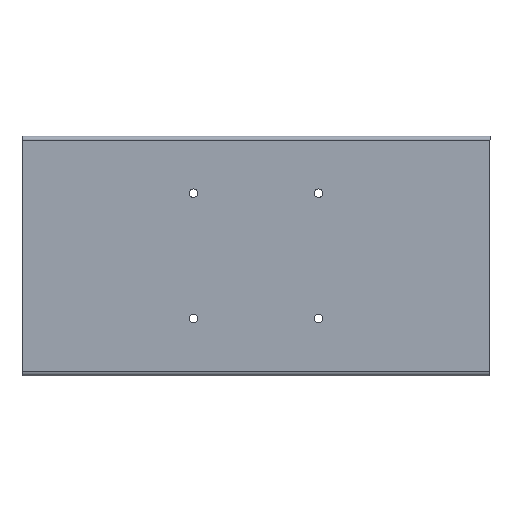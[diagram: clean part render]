
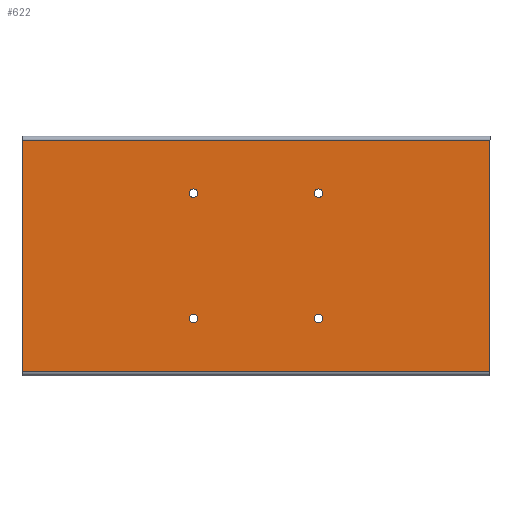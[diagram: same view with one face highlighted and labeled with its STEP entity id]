
A CAD part, top view. The second image highlights one B-rep face of the part: STEP entity #622.
In plain terms, the highlighted planar face has unit normal (0, 0, 1).
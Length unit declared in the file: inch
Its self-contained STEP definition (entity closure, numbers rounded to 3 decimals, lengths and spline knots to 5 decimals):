
#34 = VERTEX_POINT ( 'NONE', #625 ) ;
#46 = CARTESIAN_POINT ( 'NONE',  ( 1.875, -1.875, 0. ) ) ;
#49 = DIRECTION ( 'NONE',  ( 1., 0., 0. ) ) ;
#56 = AXIS2_PLACEMENT_3D ( 'NONE', #46, #184, #1364 ) ;
#79 = CARTESIAN_POINT ( 'NONE',  ( -7., 3.4625, 0. ) ) ;
#125 = DIRECTION ( 'NONE',  ( 0., 0., 1. ) ) ;
#140 = CIRCLE ( 'NONE', #1225, 0.1285 ) ;
#151 = ORIENTED_EDGE ( 'NONE', *, *, #268, .F. ) ;
#184 = DIRECTION ( 'NONE',  ( 0., 0., 1. ) ) ;
#220 = FACE_BOUND ( 'NONE', #754, .T. ) ;
#226 = CIRCLE ( 'NONE', #1649, 0.1285 ) ;
#231 = ORIENTED_EDGE ( 'NONE', *, *, #724, .F. ) ;
#238 = ORIENTED_EDGE ( 'NONE', *, *, #982, .F. ) ;
#244 = CARTESIAN_POINT ( 'NONE',  ( 2.0035, -1.875, 0. ) ) ;
#268 = EDGE_CURVE ( 'NONE', #367, #1815, #1371, .T. ) ;
#296 = DIRECTION ( 'NONE',  ( 1., 0., 0. ) ) ;
#316 = EDGE_LOOP ( 'NONE', ( #526, #1133, #997, #1437 ) ) ;
#317 = CARTESIAN_POINT ( 'NONE',  ( 7., -3.525, 0. ) ) ;
#326 = LINE ( 'NONE', #317, #1486 ) ;
#333 = CARTESIAN_POINT ( 'NONE',  ( 1.875, 1.875, 0. ) ) ;
#346 = DIRECTION ( 'NONE',  ( -1., 0., 0. ) ) ;
#355 = FACE_OUTER_BOUND ( 'NONE', #316, .T. ) ;
#357 = CIRCLE ( 'NONE', #695, 0.1285 ) ;
#364 = EDGE_LOOP ( 'NONE', ( #1041, #151 ) ) ;
#367 = VERTEX_POINT ( 'NONE', #1764 ) ;
#412 = CARTESIAN_POINT ( 'NONE',  ( -7., -3.525, 0. ) ) ;
#426 = CIRCLE ( 'NONE', #868, 0.1285 ) ;
#458 = DIRECTION ( 'NONE',  ( 0., 0., 1. ) ) ;
#477 = CARTESIAN_POINT ( 'NONE',  ( 0., 0., 0. ) ) ;
#486 = DIRECTION ( 'NONE',  ( 0., 0., 1. ) ) ;
#526 = ORIENTED_EDGE ( 'NONE', *, *, #1832, .F. ) ;
#540 = CIRCLE ( 'NONE', #1062, 0.1285 ) ;
#563 = DIRECTION ( 'NONE',  ( 0., 0., 1. ) ) ;
#570 = VERTEX_POINT ( 'NONE', #79 ) ;
#578 = DIRECTION ( 'NONE',  ( 1., 0., 0. ) ) ;
#595 = EDGE_CURVE ( 'NONE', #804, #1590, #140, .T. ) ;
#622 = ADVANCED_FACE ( 'NONE', ( #220, #1355, #1843, #1384, #355 ), #918, .F. ) ;
#625 = CARTESIAN_POINT ( 'NONE',  ( 1.7465, -1.875, 0. ) ) ;
#626 = CARTESIAN_POINT ( 'NONE',  ( -1.875, -1.875, 0. ) ) ;
#678 = VECTOR ( 'NONE', #346, 39.37008 ) ;
#695 = AXIS2_PLACEMENT_3D ( 'NONE', #1247, #1536, #1400 ) ;
#724 = EDGE_CURVE ( 'NONE', #34, #1833, #226, .T. ) ;
#739 = CARTESIAN_POINT ( 'NONE',  ( -2.0035, 1.875, 0. ) ) ;
#754 = EDGE_LOOP ( 'NONE', ( #1539, #1334 ) ) ;
#804 = VERTEX_POINT ( 'NONE', #1209 ) ;
#815 = EDGE_LOOP ( 'NONE', ( #1420, #1309 ) ) ;
#834 = LINE ( 'NONE', #973, #1865 ) ;
#841 = VERTEX_POINT ( 'NONE', #1732 ) ;
#855 = VERTEX_POINT ( 'NONE', #897 ) ;
#866 = EDGE_CURVE ( 'NONE', #1590, #804, #426, .T. ) ;
#868 = AXIS2_PLACEMENT_3D ( 'NONE', #1165, #458, #296 ) ;
#869 = DIRECTION ( 'NONE',  ( 0., 1., 0. ) ) ;
#892 = EDGE_CURVE ( 'NONE', #855, #951, #326, .T. ) ;
#897 = CARTESIAN_POINT ( 'NONE',  ( 7., -3.4625, 0. ) ) ;
#910 = VERTEX_POINT ( 'NONE', #739 ) ;
#918 = PLANE ( 'NONE',  #1318 ) ;
#936 = CARTESIAN_POINT ( 'NONE',  ( 1.875, -1.875, 0. ) ) ;
#951 = VERTEX_POINT ( 'NONE', #1374 ) ;
#961 = EDGE_CURVE ( 'NONE', #1815, #367, #1143, .T. ) ;
#973 = CARTESIAN_POINT ( 'NONE',  ( 77., -3.4625, 0. ) ) ;
#982 = EDGE_CURVE ( 'NONE', #1833, #34, #1140, .T. ) ;
#987 = EDGE_CURVE ( 'NONE', #951, #570, #1060, .T. ) ;
#997 = ORIENTED_EDGE ( 'NONE', *, *, #987, .T. ) ;
#1002 = EDGE_LOOP ( 'NONE', ( #238, #231 ) ) ;
#1005 = CARTESIAN_POINT ( 'NONE',  ( -1.875, 1.875, 0. ) ) ;
#1041 = ORIENTED_EDGE ( 'NONE', *, *, #961, .F. ) ;
#1054 = DIRECTION ( 'NONE',  ( 1., 0., 0. ) ) ;
#1060 = LINE ( 'NONE', #1213, #678 ) ;
#1062 = AXIS2_PLACEMENT_3D ( 'NONE', #1005, #563, #578 ) ;
#1072 = AXIS2_PLACEMENT_3D ( 'NONE', #1723, #125, #1593 ) ;
#1120 = CARTESIAN_POINT ( 'NONE',  ( -1.7465, -1.875, 0. ) ) ;
#1133 = ORIENTED_EDGE ( 'NONE', *, *, #892, .T. ) ;
#1140 = CIRCLE ( 'NONE', #56, 0.1285 ) ;
#1143 = CIRCLE ( 'NONE', #1462, 0.1285 ) ;
#1165 = CARTESIAN_POINT ( 'NONE',  ( 1.875, 1.875, 0. ) ) ;
#1197 = DIRECTION ( 'NONE',  ( 0., 0., 1. ) ) ;
#1206 = EDGE_CURVE ( 'NONE', #570, #1483, #1695, .T. ) ;
#1209 = CARTESIAN_POINT ( 'NONE',  ( 2.0035, 1.875, 0. ) ) ;
#1213 = CARTESIAN_POINT ( 'NONE',  ( 77., 3.4625, 0. ) ) ;
#1216 = VECTOR ( 'NONE', #1278, 39.37008 ) ;
#1225 = AXIS2_PLACEMENT_3D ( 'NONE', #333, #1197, #1054 ) ;
#1247 = CARTESIAN_POINT ( 'NONE',  ( -1.875, 1.875, 0. ) ) ;
#1264 = DIRECTION ( 'NONE',  ( -1., 0., 0. ) ) ;
#1278 = DIRECTION ( 'NONE',  ( 0., -1., 0. ) ) ;
#1309 = ORIENTED_EDGE ( 'NONE', *, *, #866, .F. ) ;
#1318 = AXIS2_PLACEMENT_3D ( 'NONE', #477, #1352, #1471 ) ;
#1334 = ORIENTED_EDGE ( 'NONE', *, *, #1421, .F. ) ;
#1352 = DIRECTION ( 'NONE',  ( 0., 0., -1. ) ) ;
#1355 = FACE_BOUND ( 'NONE', #364, .T. ) ;
#1364 = DIRECTION ( 'NONE',  ( 1., 0., 0. ) ) ;
#1371 = CIRCLE ( 'NONE', #1072, 0.1285 ) ;
#1374 = CARTESIAN_POINT ( 'NONE',  ( 7., 3.4625, 0. ) ) ;
#1384 = FACE_BOUND ( 'NONE', #815, .T. ) ;
#1400 = DIRECTION ( 'NONE',  ( 1., 0., 0. ) ) ;
#1420 = ORIENTED_EDGE ( 'NONE', *, *, #595, .F. ) ;
#1421 = EDGE_CURVE ( 'NONE', #910, #841, #540, .T. ) ;
#1437 = ORIENTED_EDGE ( 'NONE', *, *, #1206, .T. ) ;
#1462 = AXIS2_PLACEMENT_3D ( 'NONE', #626, #486, #1785 ) ;
#1471 = DIRECTION ( 'NONE',  ( -1., 0., 0. ) ) ;
#1483 = VERTEX_POINT ( 'NONE', #1553 ) ;
#1486 = VECTOR ( 'NONE', #869, 39.37008 ) ;
#1533 = DIRECTION ( 'NONE',  ( 0., 0., 1. ) ) ;
#1535 = CARTESIAN_POINT ( 'NONE',  ( 1.7465, 1.875, 0. ) ) ;
#1536 = DIRECTION ( 'NONE',  ( 0., 0., 1. ) ) ;
#1539 = ORIENTED_EDGE ( 'NONE', *, *, #1797, .F. ) ;
#1553 = CARTESIAN_POINT ( 'NONE',  ( -7., -3.4625, 0. ) ) ;
#1590 = VERTEX_POINT ( 'NONE', #1535 ) ;
#1593 = DIRECTION ( 'NONE',  ( 1., 0., 0. ) ) ;
#1649 = AXIS2_PLACEMENT_3D ( 'NONE', #936, #1533, #49 ) ;
#1695 = LINE ( 'NONE', #412, #1216 ) ;
#1723 = CARTESIAN_POINT ( 'NONE',  ( -1.875, -1.875, 0. ) ) ;
#1732 = CARTESIAN_POINT ( 'NONE',  ( -1.7465, 1.875, 0. ) ) ;
#1764 = CARTESIAN_POINT ( 'NONE',  ( -2.0035, -1.875, 0. ) ) ;
#1785 = DIRECTION ( 'NONE',  ( 1., 0., 0. ) ) ;
#1797 = EDGE_CURVE ( 'NONE', #841, #910, #357, .T. ) ;
#1815 = VERTEX_POINT ( 'NONE', #1120 ) ;
#1832 = EDGE_CURVE ( 'NONE', #855, #1483, #834, .T. ) ;
#1833 = VERTEX_POINT ( 'NONE', #244 ) ;
#1843 = FACE_BOUND ( 'NONE', #1002, .T. ) ;
#1865 = VECTOR ( 'NONE', #1264, 39.37008 ) ;
